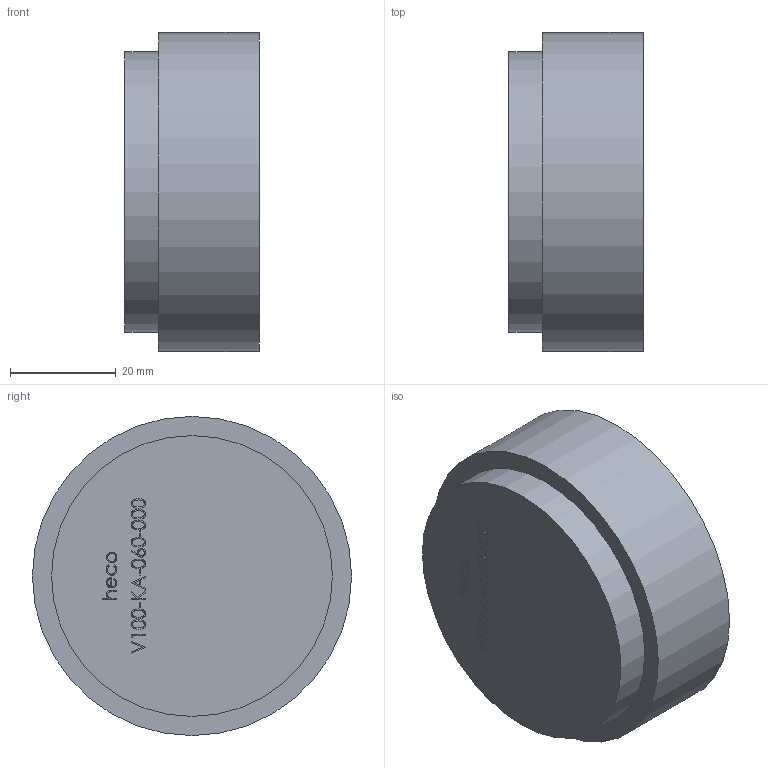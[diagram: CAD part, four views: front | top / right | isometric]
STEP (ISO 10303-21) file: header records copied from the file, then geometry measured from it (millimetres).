
FILE_DESCRIPTION (( 'STEP AP214' ), '1' );
FILE_NAME ('V100-KA-060-000-x Typ E496 DN50 200 Ø60,3 1812.STEP', '2018-12-19T09:08:41', ( '' ), ( '' ), 'SwSTEP 2.0', 'SolidWorks 2016', '' );
FILE_SCHEMA (( 'AUTOMOTIVE_DESIGN' ));
Length unit declared in the file: inch
Products named in the file (1): V100-KA-060-000-x Typ E496 DN50 200 Ø60,3 1812
Bounding box: 25.43 x 60.33 x 60.33 mm (x, y, z)
Volume: 46880.9 mm3; surface area: 12093.2 mm2
Topology: 1 solids, 1 shells, 207 faces, 519 edges, 346 vertices
Faces by surface type: bspline 107, plane 97, cylinder 3
Full cylindrical faces by diameter (mm): 50.8 x1, 53.086 x1, 60.325 x1
Entity records: 15803 total; most frequent: CARTESIAN_POINT 9081, ORIENTED_EDGE 1032, EDGE_CURVE 516, DIRECTION 510, VERTEX_POINT 346, VECTOR 296, LINE 296, EDGE_LOOP 242
